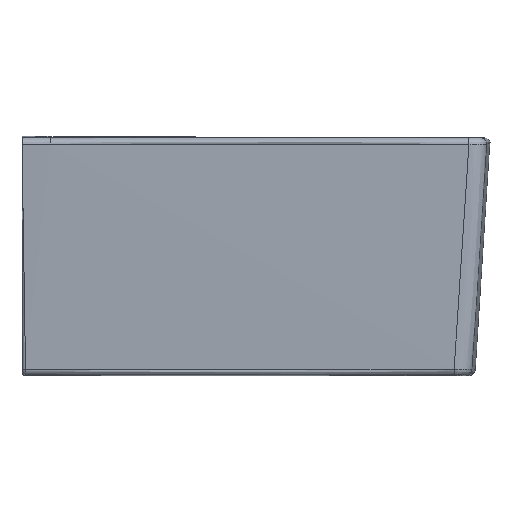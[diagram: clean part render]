
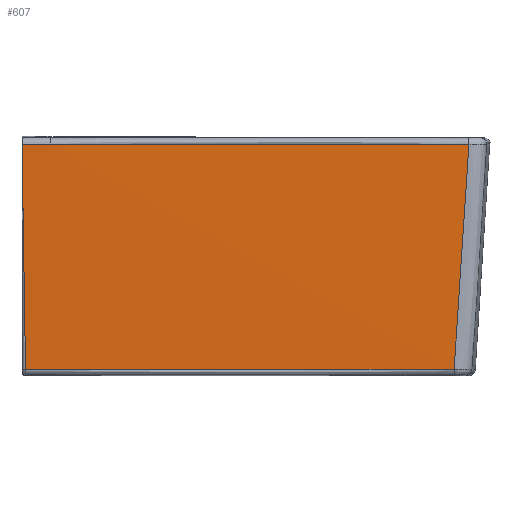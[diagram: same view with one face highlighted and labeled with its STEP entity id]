
A CAD part, left-side view. The second image highlights one B-rep face of the part: STEP entity #607.
In plain terms, the highlighted free-form (B-spline) face has degree [3, 3] with [6, 6] control points.
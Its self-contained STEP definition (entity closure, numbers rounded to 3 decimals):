
#318=B_SPLINE_SURFACE_WITH_KNOTS('',3,3,((#11590,#11591,#11592,#11593,#11594,
#11595),(#11596,#11597,#11598,#11599,#11600,#11601),(#11602,#11603,#11604,
#11605,#11606,#11607),(#11608,#11609,#11610,#11611,#11612,#11613),(#11614,
#11615,#11616,#11617,#11618,#11619),(#11620,#11621,#11622,#11623,#11624,
#11625)),.UNSPECIFIED.,.F.,.F.,.F.,(4,1,1,4),(4,1,1,4),(0.,0.4,0.8,1.),
(0.,0.251,0.99,1.),.UNSPECIFIED.);
#417=FACE_OUTER_BOUND('',#835,.T.);
#607=ADVANCED_FACE('',(#417),#318,.F.);
#835=EDGE_LOOP('',(#1763,#1764,#1765,#1766,#1767));
#1044=B_SPLINE_CURVE_WITH_KNOTS('',3,(#6536,#6537,#6538,#6539,#6540,#6541,
#6542,#6543,#6544,#6545,#6546,#6547,#6548,#6549,#6550,#6551,#6552,#6553,
#6554,#6555,#6556,#6557,#6558,#6559,#6560,#6561,#6562,#6563),
 .UNSPECIFIED.,.F.,.F.,(4,2,2,2,1,1,1,2,2,2,2,1,1,1,2,2,4),(0.,0.125,
0.187,0.219,0.234,0.242,
0.246,0.248,0.25,0.375,
0.438,0.469,0.484,0.492,
0.496,0.5,1.),.UNSPECIFIED.);
#1184=B_SPLINE_CURVE_WITH_KNOTS('',3,(#11544,#11545,#11546,#11547),
 .UNSPECIFIED.,.F.,.F.,(4,4),(0.,1.),.UNSPECIFIED.);
#1186=B_SPLINE_CURVE_WITH_KNOTS('',3,(#11575,#11576,#11577,#11578,#11579,
#11580),.UNSPECIFIED.,.F.,.F.,(4,2,4),(0.,0.501,1.),
 .UNSPECIFIED.);
#1187=B_SPLINE_CURVE_WITH_KNOTS('',3,(#11582,#11583,#11584,#11585),
 .UNSPECIFIED.,.F.,.F.,(4,4),(0.,1.),.UNSPECIFIED.);
#1188=B_SPLINE_CURVE_WITH_KNOTS('',3,(#11586,#11587,#11588,#11589),
 .UNSPECIFIED.,.F.,.F.,(4,4),(0.,1.),.UNSPECIFIED.);
#1763=ORIENTED_EDGE('',*,*,#2756,.T.);
#1764=ORIENTED_EDGE('',*,*,#2569,.T.);
#1765=ORIENTED_EDGE('',*,*,#2757,.T.);
#1766=ORIENTED_EDGE('',*,*,#2754,.T.);
#1767=ORIENTED_EDGE('',*,*,#2758,.T.);
#2253=VERTEX_POINT('',#4592);
#2283=VERTEX_POINT('',#6535);
#2395=VERTEX_POINT('',#11543);
#2396=VERTEX_POINT('',#11548);
#2397=VERTEX_POINT('',#11581);
#2569=EDGE_CURVE('',#2253,#2283,#1044,.T.);
#2754=EDGE_CURVE('',#2396,#2395,#1184,.T.);
#2756=EDGE_CURVE('',#2397,#2253,#1186,.T.);
#2757=EDGE_CURVE('',#2283,#2396,#1187,.T.);
#2758=EDGE_CURVE('',#2395,#2397,#1188,.T.);
#4592=CARTESIAN_POINT('',(-202.04,0.,-3.44));
#6535=CARTESIAN_POINT('',(-196.151,-1.967,-129.403));
#6536=CARTESIAN_POINT('',(-202.04,0.,-3.44));
#6537=CARTESIAN_POINT('',(-202.097,-0.179,-11.067));
#6538=CARTESIAN_POINT('',(-202.073,-0.328,-17.509));
#6539=CARTESIAN_POINT('',(-202.001,-0.509,-25.394));
#6540=CARTESIAN_POINT('',(-201.971,-0.562,-27.726));
#6541=CARTESIAN_POINT('',(-201.925,-0.631,-30.779));
#6542=CARTESIAN_POINT('',(-201.909,-0.653,-31.723));
#6543=CARTESIAN_POINT('',(-201.886,-0.682,-33.028));
#6544=CARTESIAN_POINT('',(-201.875,-0.696,-33.652));
#6545=CARTESIAN_POINT('',(-201.862,-0.711,-34.332));
#6546=CARTESIAN_POINT('',(-201.856,-0.718,-34.66));
#6547=CARTESIAN_POINT('',(-201.853,-0.721,-34.798));
#6548=CARTESIAN_POINT('',(-201.851,-0.723,-34.889));
#6549=CARTESIAN_POINT('',(-201.851,-0.723,-34.887));
#6550=CARTESIAN_POINT('',(-201.733,-0.855,-40.889));
#6551=CARTESIAN_POINT('',(-201.579,-0.973,-46.47));
#6552=CARTESIAN_POINT('',(-201.311,-1.132,-54.351));
#6553=CARTESIAN_POINT('',(-201.215,-1.181,-56.896));
#6554=CARTESIAN_POINT('',(-201.065,-1.251,-60.59));
#6555=CARTESIAN_POINT('',(-200.988,-1.285,-62.407));
#6556=CARTESIAN_POINT('',(-200.896,-1.323,-64.472));
#6557=CARTESIAN_POINT('',(-200.85,-1.341,-65.492));
#6558=CARTESIAN_POINT('',(-200.83,-1.349,-65.925));
#6559=CARTESIAN_POINT('',(-200.817,-1.354,-66.214));
#6560=CARTESIAN_POINT('',(-200.812,-1.356,-66.317));
#6561=CARTESIAN_POINT('',(-199.699,-1.775,-90.117));
#6562=CARTESIAN_POINT('',(-198.008,-1.974,-111.084));
#6563=CARTESIAN_POINT('',(-196.151,-1.967,-129.403));
#11543=CARTESIAN_POINT('',(-202.056,-249.768,-3.597));
#11544=CARTESIAN_POINT('',(-197.118,-241.495,-129.21));
#11545=CARTESIAN_POINT('',(-199.201,-245.228,-88.936));
#11546=CARTESIAN_POINT('',(-200.881,-248.064,-47.048));
#11547=CARTESIAN_POINT('',(-202.056,-249.768,-3.597));
#11548=CARTESIAN_POINT('',(-197.118,-241.495,-129.21));
#11575=CARTESIAN_POINT('',(-202.267,-16.061,-3.484));
#11576=CARTESIAN_POINT('',(-202.232,-13.38,-3.483));
#11577=CARTESIAN_POINT('',(-202.195,-10.699,-3.475));
#11578=CARTESIAN_POINT('',(-202.119,-5.345,-3.455));
#11579=CARTESIAN_POINT('',(-202.08,-2.673,-3.447));
#11580=CARTESIAN_POINT('',(-202.04,0.,-3.44));
#11581=CARTESIAN_POINT('',(-202.267,-16.061,-3.484));
#11582=CARTESIAN_POINT('',(-196.151,-1.967,-129.403));
#11583=CARTESIAN_POINT('',(-197.458,-80.156,-129.343));
#11584=CARTESIAN_POINT('',(-197.823,-160.007,-129.279));
#11585=CARTESIAN_POINT('',(-197.118,-241.495,-129.21));
#11586=CARTESIAN_POINT('',(-202.056,-249.768,-3.597));
#11587=CARTESIAN_POINT('',(-203.226,-171.612,-3.564));
#11588=CARTESIAN_POINT('',(-203.291,-93.699,-3.526));
#11589=CARTESIAN_POINT('',(-202.267,-16.061,-3.484));
#11590=CARTESIAN_POINT('',(-191.508,259.958,42.468));
#11591=CARTESIAN_POINT('',(-193.182,259.599,27.607));
#11592=CARTESIAN_POINT('',(-198.477,257.847,-30.905));
#11593=CARTESIAN_POINT('',(-195.7,253.953,-90.224));
#11594=CARTESIAN_POINT('',(-188.974,249.841,-134.221));
#11595=CARTESIAN_POINT('',(-188.88,249.783,-134.832));
#11596=CARTESIAN_POINT('',(-195.091,173.313,42.957));
#11597=CARTESIAN_POINT('',(-196.402,173.074,28.049));
#11598=CARTESIAN_POINT('',(-200.458,171.905,-30.639));
#11599=CARTESIAN_POINT('',(-197.629,169.309,-90.087));
#11600=CARTESIAN_POINT('',(-191.553,166.568,-134.225));
#11601=CARTESIAN_POINT('',(-191.468,166.529,-134.838));
#11602=CARTESIAN_POINT('',(-202.257,0.023,43.935));
#11603=CARTESIAN_POINT('',(-202.841,0.023,28.933));
#11604=CARTESIAN_POINT('',(-204.419,0.023,-30.109));
#11605=CARTESIAN_POINT('',(-201.488,0.022,-89.813));
#11606=CARTESIAN_POINT('',(-196.711,0.022,-134.233));
#11607=CARTESIAN_POINT('',(-196.644,0.022,-134.85));
#11608=CARTESIAN_POINT('',(-204.146,-216.695,45.157));
#11609=CARTESIAN_POINT('',(-203.955,-216.395,30.038));
#11610=CARTESIAN_POINT('',(-202.963,-214.932,-29.445));
#11611=CARTESIAN_POINT('',(-200.438,-211.685,-89.471));
#11612=CARTESIAN_POINT('',(-197.684,-208.257,-134.243));
#11613=CARTESIAN_POINT('',(-197.646,-208.209,-134.865));
#11614=CARTESIAN_POINT('',(-202.098,-346.671,45.891));
#11615=CARTESIAN_POINT('',(-201.503,-346.193,30.701));
#11616=CARTESIAN_POINT('',(-199.207,-343.864,-29.047));
#11617=CARTESIAN_POINT('',(-197.164,-338.68,-89.265));
#11618=CARTESIAN_POINT('',(-195.805,-333.203,-134.249));
#11619=CARTESIAN_POINT('',(-195.786,-333.127,-134.873));
#11620=CARTESIAN_POINT('',(-201.15,-389.992,46.135));
#11621=CARTESIAN_POINT('',(-200.426,-389.455,30.922));
#11622=CARTESIAN_POINT('',(-197.714,-386.838,-28.914));
#11623=CARTESIAN_POINT('',(-195.853,-381.009,-89.197));
#11624=CARTESIAN_POINT('',(-194.973,-374.85,-134.251));
#11625=CARTESIAN_POINT('',(-194.961,-374.764,-134.876));
